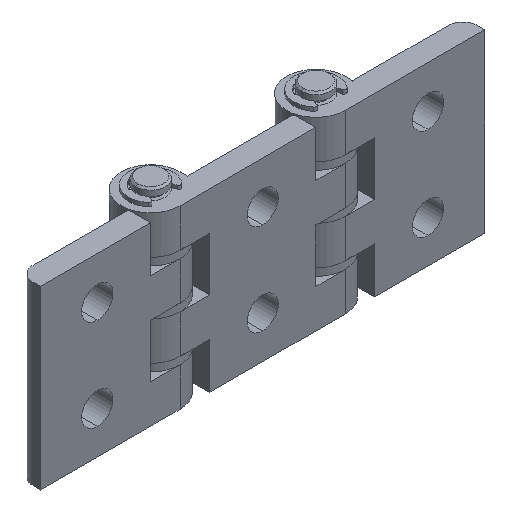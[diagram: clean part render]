
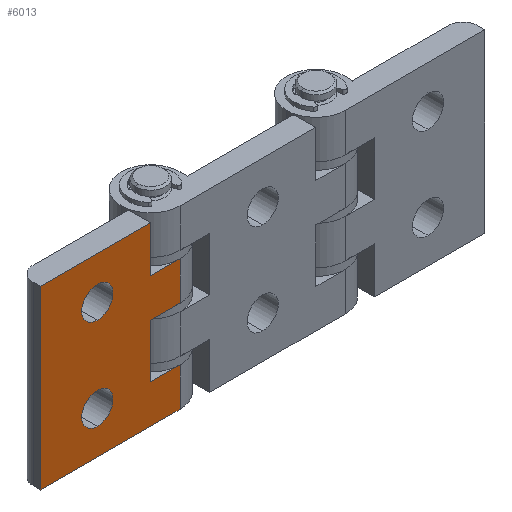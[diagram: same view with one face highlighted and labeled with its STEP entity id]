
A CAD part, isometric view. The second image highlights one B-rep face of the part: STEP entity #6013.
In plain terms, the highlighted planar face has unit normal (0, -1, 0).
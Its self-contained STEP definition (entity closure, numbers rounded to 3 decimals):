
#256 = EDGE_LOOP ( 'NONE', ( #2171, #2029 ) ) ;
#260 = EDGE_LOOP ( 'NONE', ( #2853, #2021, #2771, #2011, #2038, #2051, #2821, #2854, #2040, #2031 ) ) ;
#489 = DIRECTION ( 'NONE',  ( 0., 0., -1. ) ) ;
#491 = CARTESIAN_POINT ( 'NONE',  ( -70.056, -8.677, -15.968 ) ) ;
#509 = CARTESIAN_POINT ( 'NONE',  ( -47.556, -8.677, -2.468 ) ) ;
#564 = DIRECTION ( 'NONE',  ( -1., 0., 0. ) ) ;
#594 = DIRECTION ( 'NONE',  ( 0., 1., 0. ) ) ;
#613 = DIRECTION ( 'NONE',  ( 0., 0., -1. ) ) ;
#615 = DIRECTION ( 'NONE',  ( 0., 1., 0. ) ) ;
#616 = CARTESIAN_POINT ( 'NONE',  ( -70.056, -8.677, 9.032 ) ) ;
#852 = AXIS2_PLACEMENT_3D ( 'NONE', #4021, #4020, #4018 ) ;
#976 = AXIS2_PLACEMENT_3D ( 'NONE', #5171, #5170, #5169 ) ;
#1104 = CARTESIAN_POINT ( 'NONE',  ( -70.056, -8.677, -11.718 ) ) ;
#1108 = CARTESIAN_POINT ( 'NONE',  ( -47.556, -8.677, -16.968 ) ) ;
#1118 = CARTESIAN_POINT ( 'NONE',  ( -70.056, -8.677, 4.782 ) ) ;
#1180 = CARTESIAN_POINT ( 'NONE',  ( -47.556, -8.677, -2.468 ) ) ;
#1202 = CARTESIAN_POINT ( 'NONE',  ( -70.056, -8.677, -20.218 ) ) ;
#1214 = CARTESIAN_POINT ( 'NONE',  ( -55.556, -8.677, -16.968 ) ) ;
#1252 = CARTESIAN_POINT ( 'NONE',  ( -85.556, -8.677, 20.532 ) ) ;
#1256 = CARTESIAN_POINT ( 'NONE',  ( -47.556, -8.677, -27.468 ) ) ;
#1276 = CARTESIAN_POINT ( 'NONE',  ( -55.556, -8.677, -2.468 ) ) ;
#1291 = CARTESIAN_POINT ( 'NONE',  ( -70.056, -8.677, 13.282 ) ) ;
#1298 = CARTESIAN_POINT ( 'NONE',  ( -55.556, -8.677, 8.032 ) ) ;
#1367 = AXIS2_PLACEMENT_3D ( 'NONE', #2482, #2476, #2486 ) ;
#1508 = VERTEX_POINT ( 'NONE', #1672 ) ;
#1672 = CARTESIAN_POINT ( 'NONE',  ( -55.556, -8.677, 20.532 ) ) ;
#1773 = VERTEX_POINT ( 'NONE', #1252 ) ;
#1777 = VERTEX_POINT ( 'NONE', #1276 ) ;
#1781 = VERTEX_POINT ( 'NONE', #1256 ) ;
#1787 = VERTEX_POINT ( 'NONE', #1298 ) ;
#1811 = VERTEX_POINT ( 'NONE', #1108 ) ;
#1896 = VERTEX_POINT ( 'NONE', #1214 ) ;
#1913 = VERTEX_POINT ( 'NONE', #1104 ) ;
#1918 = VERTEX_POINT ( 'NONE', #1180 ) ;
#1922 = VERTEX_POINT ( 'NONE', #1291 ) ;
#1939 = VERTEX_POINT ( 'NONE', #1118 ) ;
#1958 = VERTEX_POINT ( 'NONE', #1202 ) ;
#2011 = ORIENTED_EDGE ( 'NONE', *, *, #4750, .F. ) ;
#2021 = ORIENTED_EDGE ( 'NONE', *, *, #4771, .F. ) ;
#2029 = ORIENTED_EDGE ( 'NONE', *, *, #4660, .T. ) ;
#2031 = ORIENTED_EDGE ( 'NONE', *, *, #4794, .T. ) ;
#2038 = ORIENTED_EDGE ( 'NONE', *, *, #4786, .F. ) ;
#2040 = ORIENTED_EDGE ( 'NONE', *, *, #4659, .F. ) ;
#2051 = ORIENTED_EDGE ( 'NONE', *, *, #5226, .T. ) ;
#2154 = ORIENTED_EDGE ( 'NONE', *, *, #4655, .T. ) ;
#2171 = ORIENTED_EDGE ( 'NONE', *, *, #5356, .T. ) ;
#2218 = CARTESIAN_POINT ( 'NONE',  ( -47.556, -8.677, 20.532 ) ) ;
#2388 = DIRECTION ( 'NONE',  ( -1., 0., 0. ) ) ;
#2476 = DIRECTION ( 'NONE',  ( 0., 1., 0. ) ) ;
#2482 = CARTESIAN_POINT ( 'NONE',  ( -47.556, -8.677, -27.468 ) ) ;
#2484 = PLANE ( 'NONE',  #1367 ) ;
#2486 = DIRECTION ( 'NONE',  ( 0., 0., -1. ) ) ;
#2746 = EDGE_LOOP ( 'NONE', ( #2856, #2154 ) ) ;
#2771 = ORIENTED_EDGE ( 'NONE', *, *, #4628, .T. ) ;
#2821 = ORIENTED_EDGE ( 'NONE', *, *, #5374, .T. ) ;
#2853 = ORIENTED_EDGE ( 'NONE', *, *, #4704, .T. ) ;
#2854 = ORIENTED_EDGE ( 'NONE', *, *, #5384, .F. ) ;
#2856 = ORIENTED_EDGE ( 'NONE', *, *, #4712, .T. ) ;
#3028 = VECTOR ( 'NONE', #5052, 1000. ) ;
#3032 = LINE ( 'NONE', #5050, #3028 ) ;
#3079 = VECTOR ( 'NONE', #4868, 1000. ) ;
#3088 = LINE ( 'NONE', #4864, #3079 ) ;
#3090 = VECTOR ( 'NONE', #4881, 1000. ) ;
#3093 = LINE ( 'NONE', #4882, #3090 ) ;
#3112 = VECTOR ( 'NONE', #4960, 1000. ) ;
#3115 = LINE ( 'NONE', #4945, #3112 ) ;
#3142 = VECTOR ( 'NONE', #5018, 1000. ) ;
#3145 = LINE ( 'NONE', #5013, #3142 ) ;
#3152 = VECTOR ( 'NONE', #564, 1000. ) ;
#3208 = VECTOR ( 'NONE', #5191, 1000. ) ;
#3218 = CIRCLE ( 'NONE', #976, 4.25 ) ;
#3223 = LINE ( 'NONE', #509, #3152 ) ;
#3283 = CIRCLE ( 'NONE', #4516, 4.25 ) ;
#3289 = CIRCLE ( 'NONE', #4514, 4.25 ) ;
#3314 = LINE ( 'NONE', #5192, #3208 ) ;
#3337 = VECTOR ( 'NONE', #2388, 1000. ) ;
#3340 = LINE ( 'NONE', #2218, #3337 ) ;
#3776 = VERTEX_POINT ( 'NONE', #4273 ) ;
#3790 = VERTEX_POINT ( 'NONE', #4449 ) ;
#3933 = DIRECTION ( 'NONE',  ( 0., 0., -1. ) ) ;
#3934 = CARTESIAN_POINT ( 'NONE',  ( -55.556, -8.677, -2.468 ) ) ;
#3965 = DIRECTION ( 'NONE',  ( -1., 0., 0. ) ) ;
#3966 = CARTESIAN_POINT ( 'NONE',  ( -47.556, -8.677, -16.968 ) ) ;
#4018 = DIRECTION ( 'NONE',  ( 0., 0., -1. ) ) ;
#4020 = DIRECTION ( 'NONE',  ( 0., 1., 0. ) ) ;
#4021 = CARTESIAN_POINT ( 'NONE',  ( -70.056, -8.677, 9.032 ) ) ;
#4273 = CARTESIAN_POINT ( 'NONE',  ( -47.556, -8.677, 8.032 ) ) ;
#4449 = CARTESIAN_POINT ( 'NONE',  ( -85.556, -8.677, -27.468 ) ) ;
#4514 = AXIS2_PLACEMENT_3D ( 'NONE', #616, #615, #613 ) ;
#4516 = AXIS2_PLACEMENT_3D ( 'NONE', #491, #594, #489 ) ;
#4628 = EDGE_CURVE ( 'NONE', #1508, #1773, #3340, .T. ) ;
#4655 = EDGE_CURVE ( 'NONE', #1913, #1958, #3283, .T. ) ;
#4659 = EDGE_CURVE ( 'NONE', #1918, #1777, #3223, .T. ) ;
#4660 = EDGE_CURVE ( 'NONE', #1922, #1939, #3289, .T. ) ;
#4704 = EDGE_CURVE ( 'NONE', #3776, #1787, #3314, .T. ) ;
#4712 = EDGE_CURVE ( 'NONE', #1958, #1913, #3218, .T. ) ;
#4750 = EDGE_CURVE ( 'NONE', #3790, #1773, #3145, .T. ) ;
#4771 = EDGE_CURVE ( 'NONE', #1508, #1787, #3115, .T. ) ;
#4786 = EDGE_CURVE ( 'NONE', #1781, #3790, #3093, .T. ) ;
#4794 = EDGE_CURVE ( 'NONE', #1918, #3776, #3088, .T. ) ;
#4864 = CARTESIAN_POINT ( 'NONE',  ( -47.556, -8.677, -27.468 ) ) ;
#4868 = DIRECTION ( 'NONE',  ( 0., 0., 1. ) ) ;
#4881 = DIRECTION ( 'NONE',  ( -1., 0., 0. ) ) ;
#4882 = CARTESIAN_POINT ( 'NONE',  ( -47.556, -8.677, -27.468 ) ) ;
#4945 = CARTESIAN_POINT ( 'NONE',  ( -55.556, -8.677, 20.532 ) ) ;
#4960 = DIRECTION ( 'NONE',  ( 0., 0., -1. ) ) ;
#5013 = CARTESIAN_POINT ( 'NONE',  ( -85.556, -8.677, -27.468 ) ) ;
#5018 = DIRECTION ( 'NONE',  ( 0., 0., 1. ) ) ;
#5050 = CARTESIAN_POINT ( 'NONE',  ( -47.556, -8.677, -27.468 ) ) ;
#5052 = DIRECTION ( 'NONE',  ( 0., 0., 1. ) ) ;
#5169 = DIRECTION ( 'NONE',  ( 0., 0., -1. ) ) ;
#5170 = DIRECTION ( 'NONE',  ( 0., 1., 0. ) ) ;
#5171 = CARTESIAN_POINT ( 'NONE',  ( -70.056, -8.677, -15.968 ) ) ;
#5191 = DIRECTION ( 'NONE',  ( -1., 0., 0. ) ) ;
#5192 = CARTESIAN_POINT ( 'NONE',  ( -47.556, -8.677, 8.032 ) ) ;
#5226 = EDGE_CURVE ( 'NONE', #1781, #1811, #3032, .T. ) ;
#5356 = EDGE_CURVE ( 'NONE', #1939, #1922, #5630, .T. ) ;
#5374 = EDGE_CURVE ( 'NONE', #1811, #1896, #5597, .T. ) ;
#5384 = EDGE_CURVE ( 'NONE', #1777, #1896, #5884, .T. ) ;
#5594 = VECTOR ( 'NONE', #3965, 1000. ) ;
#5597 = LINE ( 'NONE', #3966, #5594 ) ;
#5630 = CIRCLE ( 'NONE', #852, 4.25 ) ;
#5882 = VECTOR ( 'NONE', #3933, 1000. ) ;
#5884 = LINE ( 'NONE', #3934, #5882 ) ;
#6013 = ADVANCED_FACE ( 'NONE', ( #6591, #6588, #6594 ), #2484, .F. ) ;
#6588 = FACE_BOUND ( 'NONE', #2746, .T. ) ;
#6591 = FACE_BOUND ( 'NONE', #256, .T. ) ;
#6594 = FACE_OUTER_BOUND ( 'NONE', #260, .T. ) ;
